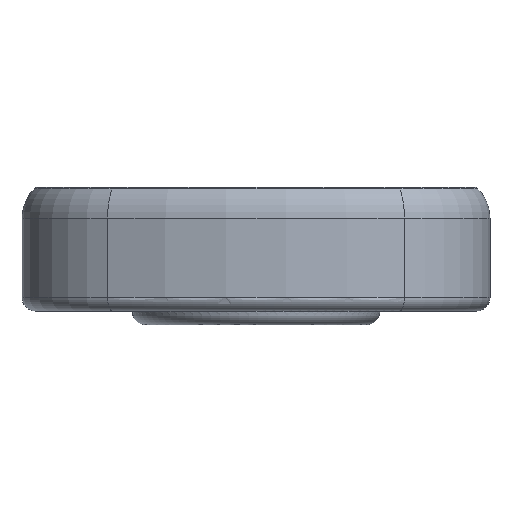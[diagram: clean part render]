
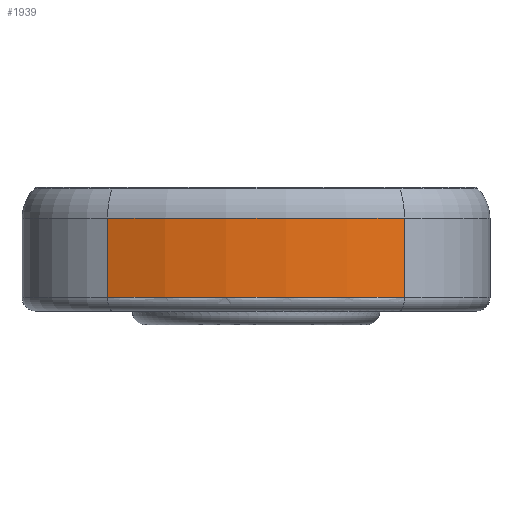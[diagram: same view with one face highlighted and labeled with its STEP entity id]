
A CAD part, front view. The second image highlights one B-rep face of the part: STEP entity #1939.
In plain terms, the highlighted cylindrical face has radius 28.5 mm (diameter 57 mm), a partial arc.
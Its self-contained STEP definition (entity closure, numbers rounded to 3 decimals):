
#177=FACE_OUTER_BOUND('',#308,.T.);
#308=EDGE_LOOP('',(#1558,#1559,#1560,#1561));
#464=LINE('',#3364,#610);
#465=LINE('',#3368,#611);
#610=VECTOR('',#2668,10.);
#611=VECTOR('',#2673,28.5);
#747=CIRCLE('',#2166,28.5);
#754=CIRCLE('',#2178,28.5);
#913=VERTEX_POINT('',#3338);
#915=VERTEX_POINT('',#3344);
#920=VERTEX_POINT('',#3363);
#921=VERTEX_POINT('',#3367);
#1137=EDGE_CURVE('',#913,#915,#747,.T.);
#1147=EDGE_CURVE('',#915,#920,#464,.T.);
#1149=EDGE_CURVE('',#913,#921,#465,.T.);
#1150=EDGE_CURVE('',#920,#921,#754,.T.);
#1558=ORIENTED_EDGE('',*,*,#1137,.F.);
#1559=ORIENTED_EDGE('',*,*,#1149,.T.);
#1560=ORIENTED_EDGE('',*,*,#1150,.F.);
#1561=ORIENTED_EDGE('',*,*,#1147,.F.);
#1861=CYLINDRICAL_SURFACE('',#2177,28.5);
#1939=ADVANCED_FACE('',(#177),#1861,.T.);
#2166=AXIS2_PLACEMENT_3D('',#3345,#2644,#2645);
#2177=AXIS2_PLACEMENT_3D('',#3366,#2671,#2672);
#2178=AXIS2_PLACEMENT_3D('',#3369,#2674,#2675);
#2644=DIRECTION('center_axis',(0.,0.,1.));
#2645=DIRECTION('ref_axis',(0.,-1.,0.));
#2668=DIRECTION('',(0.,0.,-1.));
#2671=DIRECTION('center_axis',(0.,0.,-1.));
#2672=DIRECTION('ref_axis',(-1.,0.,0.));
#2673=DIRECTION('',(0.,0.,-1.));
#2674=DIRECTION('center_axis',(0.,0.,
-1.));
#2675=DIRECTION('ref_axis',(0.,-1.,0.));
#3338=CARTESIAN_POINT('',(-10.784,-256.381,82.757));
#3344=CARTESIAN_POINT('',(10.784,-256.381,82.757));
#3345=CARTESIAN_POINT('Origin',(0.,-230.,82.757));
#3363=CARTESIAN_POINT('',(10.784,-256.381,77.));
#3364=CARTESIAN_POINT('',(10.784,-256.381,84.));
#3366=CARTESIAN_POINT('Origin',(0.,-230.,84.));
#3367=CARTESIAN_POINT('',(-10.784,-256.381,77.));
#3368=CARTESIAN_POINT('',(-10.784,-256.381,84.));
#3369=CARTESIAN_POINT('Origin',(0.,-230.,77.));
